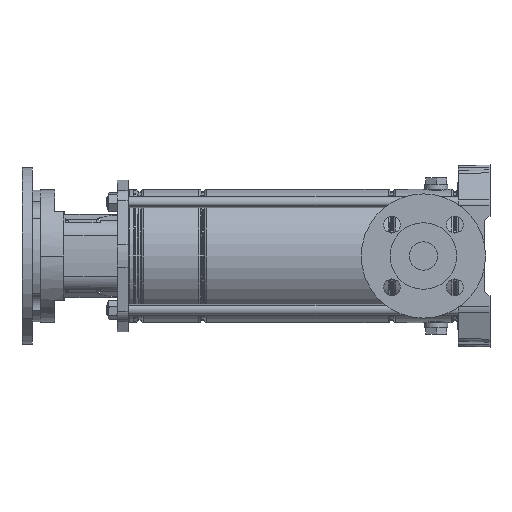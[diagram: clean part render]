
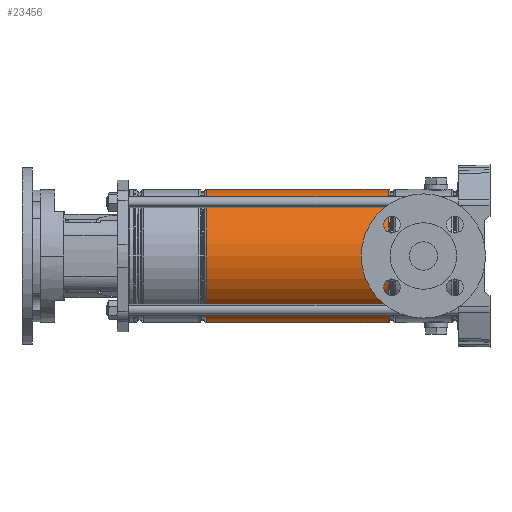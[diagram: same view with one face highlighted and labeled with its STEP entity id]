
A CAD part, left-side view. The second image highlights one B-rep face of the part: STEP entity #23456.
In plain terms, the highlighted cylindrical face has radius 74.9 mm (diameter 149.8 mm), a partial arc.
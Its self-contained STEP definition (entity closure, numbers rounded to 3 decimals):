
#1125 = EDGE_CURVE ( 'NONE', #26650, #21709, #22064, .T. ) ;
#1229 = CARTESIAN_POINT ( 'NONE',  ( -74.9, 0., 0. ) ) ;
#2281 = VECTOR ( 'NONE', #8569, 1000. ) ;
#2300 = ORIENTED_EDGE ( 'NONE', *, *, #2950, .T. ) ;
#2336 = CYLINDRICAL_SURFACE ( 'NONE', #16188, 74.9 ) ;
#2882 = AXIS2_PLACEMENT_3D ( 'NONE', #18636, #11251, #18489 ) ;
#2950 = EDGE_CURVE ( 'NONE', #18908, #21709, #15877, .T. ) ;
#3265 = CARTESIAN_POINT ( 'NONE',  ( -74.9, 0., 291.721 ) ) ;
#3554 = CARTESIAN_POINT ( 'NONE',  ( 74.9, 0., 87.279 ) ) ;
#3865 = EDGE_LOOP ( 'NONE', ( #19259, #7558, #2300, #8459 ) ) ;
#5330 = DIRECTION ( 'NONE',  ( 0., 0., -1. ) ) ;
#7558 = ORIENTED_EDGE ( 'NONE', *, *, #24615, .T. ) ;
#7695 = CARTESIAN_POINT ( 'NONE',  ( 74.9, 0., 291.721 ) ) ;
#8459 = ORIENTED_EDGE ( 'NONE', *, *, #1125, .F. ) ;
#8569 = DIRECTION ( 'NONE',  ( 0., 0., -1. ) ) ;
#9704 = VECTOR ( 'NONE', #5330, 1000. ) ;
#11251 = DIRECTION ( 'NONE',  ( 0., 0., 1. ) ) ;
#15105 = DIRECTION ( 'NONE',  ( 1., 0., 0. ) ) ;
#15877 = CIRCLE ( 'NONE', #2882, 74.9 ) ;
#16188 = AXIS2_PLACEMENT_3D ( 'NONE', #25747, #16654, #16206 ) ;
#16206 = DIRECTION ( 'NONE',  ( -1., 0., 0. ) ) ;
#16654 = DIRECTION ( 'NONE',  ( 0., 0., -1. ) ) ;
#17020 = CARTESIAN_POINT ( 'NONE',  ( -74.9, 0., 87.279 ) ) ;
#18489 = DIRECTION ( 'NONE',  ( 1., 0., 0. ) ) ;
#18636 = CARTESIAN_POINT ( 'NONE',  ( 0., 0., 87.279 ) ) ;
#18908 = VERTEX_POINT ( 'NONE', #3554 ) ;
#19259 = ORIENTED_EDGE ( 'NONE', *, *, #25967, .T. ) ;
#21709 = VERTEX_POINT ( 'NONE', #17020 ) ;
#22064 = LINE ( 'NONE', #1229, #9704 ) ;
#22329 = LINE ( 'NONE', #24743, #2281 ) ;
#22498 = DIRECTION ( 'NONE',  ( 0., 0., -1. ) ) ;
#23456 = ADVANCED_FACE ( 'NONE', ( #27842 ), #2336, .T. ) ;
#24482 = VERTEX_POINT ( 'NONE', #7695 ) ;
#24615 = EDGE_CURVE ( 'NONE', #24482, #18908, #22329, .T. ) ;
#24743 = CARTESIAN_POINT ( 'NONE',  ( 74.9, 0., 0. ) ) ;
#24915 = CARTESIAN_POINT ( 'NONE',  ( 0., 0., 291.721 ) ) ;
#25747 = CARTESIAN_POINT ( 'NONE',  ( 0., 0., 0. ) ) ;
#25904 = CIRCLE ( 'NONE', #29249, 74.9 ) ;
#25967 = EDGE_CURVE ( 'NONE', #26650, #24482, #25904, .T. ) ;
#26650 = VERTEX_POINT ( 'NONE', #3265 ) ;
#27842 = FACE_OUTER_BOUND ( 'NONE', #3865, .T. ) ;
#29249 = AXIS2_PLACEMENT_3D ( 'NONE', #24915, #22498, #15105 ) ;
